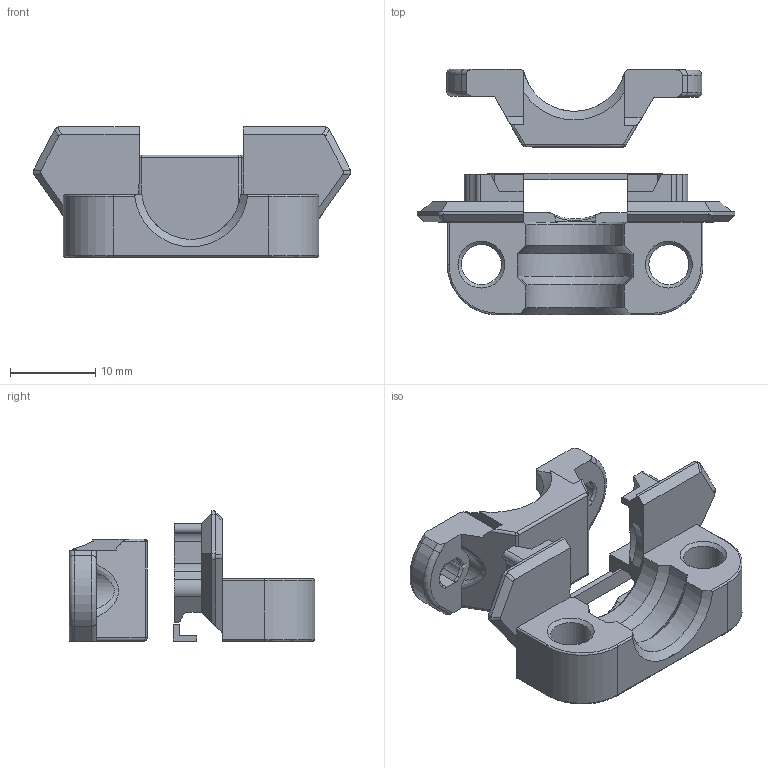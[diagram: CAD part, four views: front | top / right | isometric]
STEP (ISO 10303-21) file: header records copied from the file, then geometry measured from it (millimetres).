
FILE_DESCRIPTION(/* description */ (''),/* implementation_level */ '2;1');
FILE_NAME(/* name */ 'PUG_Port_Cover.step',/* time_stamp */ '2025-04-05T16:33:10+02:00',/* author */ (''),/* organization */ (''),/* preprocessor_version */ 'ST-DEVELOPER v20.1',/* originating_system */ 'Autodesk Translation Framework v14.4.0.0',/* authorisation */ '');
FILE_SCHEMA (('AUTOMOTIVE_DESIGN { 1 0 10303 214 3 1 1 }'));
Length unit declared in the file: millimetre
Products named in the file (3): PUG_Port_Cover (1) (1) (1); PUG Mount; PUG Clamp
Assembly tree (2 placements, depth 3):
  PUG_Port_Cover (1) (1) (1)
    PUG Mount
      PUG Clamp
Bounding box: 37.23 x 28.86 x 15.27 mm (x, y, z)
Volume: 3558 mm3; surface area: 3386.7 mm2
Topology: 3 solids, 3 shells, 280 faces, 751 edges, 473 vertices
Faces by surface type: plane 120, cylinder 102, cone 26, bspline 15, torus 15, sphere 2
Full cylindrical faces by diameter (mm): 3.4 x2, 4.7 x2
Entity records: 9199 total; most frequent: CARTESIAN_POINT 2115, ORIENTED_EDGE 1490, DIRECTION 1482, EDGE_CURVE 745, AXIS2_PLACEMENT_3D 527, VERTEX_POINT 473, LINE 428, VECTOR 428
